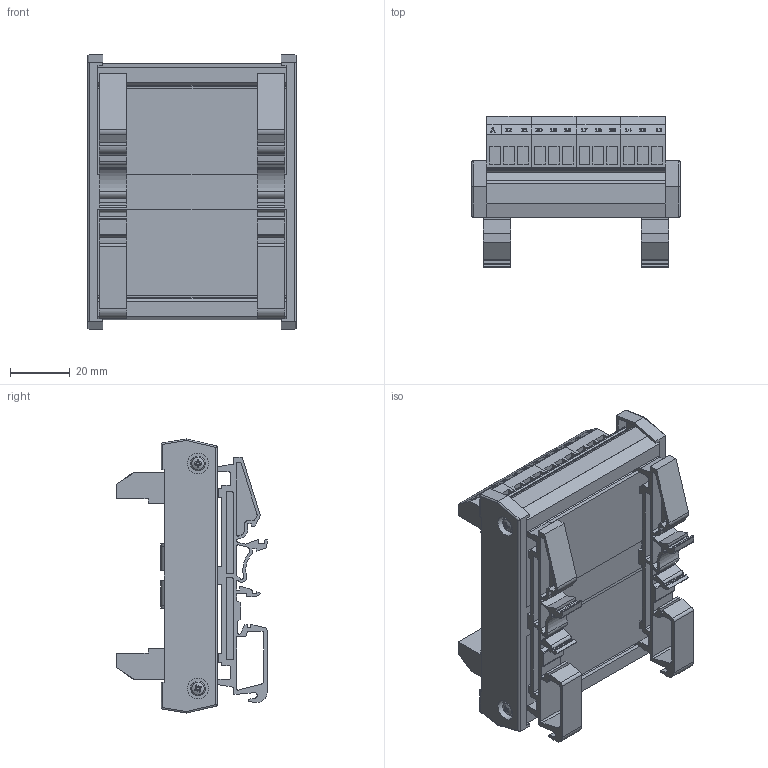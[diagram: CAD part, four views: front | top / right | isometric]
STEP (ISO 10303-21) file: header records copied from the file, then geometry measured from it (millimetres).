
FILE_DESCRIPTION((''),'2;1');
FILE_NAME('5705.3.stp','2013-12-30T11:25:16',('roland'),(''),'Autodesk Inventor 2013','Autodesk Inventor 2013','');
FILE_SCHEMA(('CONFIG_CONTROL_DESIGN'));
Length unit declared in the file: millimetre
Products named in the file (12): 5705; 22 plate; 3 hole green; bussed filler; 22diodes; BS EN ISO 7045 Z - Metric M2.5 x 10 - 4.8 - Z; BASE LEGS; BASE SIDE; A Lable; diode long 3A bussed; 22 lable A 1 & 3 AMP; 22 lable B 1 & 3 AMP
Assembly tree (46 placements, depth 2):
  5705
    22 plate
    3 hole green  x8
    bussed filler  x2
    22diodes
    BS EN ISO 7045 Z - Metric M2.5 x 10 - 4.8 - Z  x4
    BASE LEGS  x2
    BASE SIDE  x2
    A Lable  x2
    diode long 3A bussed  x22
    22 lable A 1 & 3 AMP
    22 lable B 1 & 3 AMP
Bounding box: 69.97 x 50.69 x 91.98 mm (x, y, z)
Volume: 55991.1 mm3; surface area: 73379 mm2
Topology: 46 solids, 46 shells, 2211 faces, 5708 edges, 3620 vertices
Faces by surface type: plane 1245, cylinder 505, bspline 329, cone 64, sphere 48, torus 20
Full cylindrical faces by diameter (mm): 0.68 x50, 0.686 x22, 1 x72, 1.3 x24, 2.256 x4, 2.5 x4, 3.2 x4, 3.75 x24, 4.49 x22, 4.5 x22, 7 x4, 9 x4
Entity records: 41423 total; most frequent: CARTESIAN_POINT 11055, ORIENTED_EDGE 6516, DIRECTION 5180, EDGE_CURVE 3258, VERTEX_POINT 2242, VECTOR 2122, LINE 2122, EDGE_LOOP 1622
